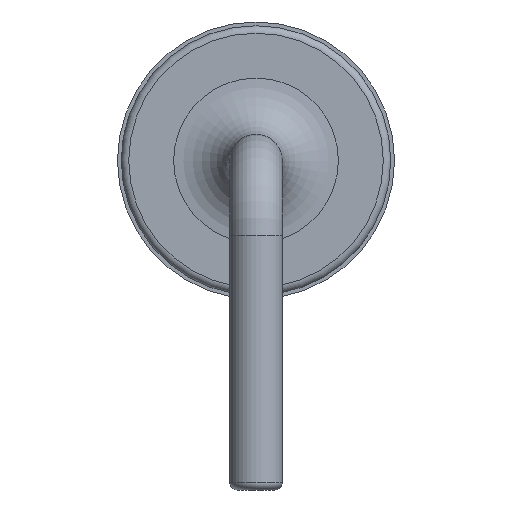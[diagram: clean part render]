
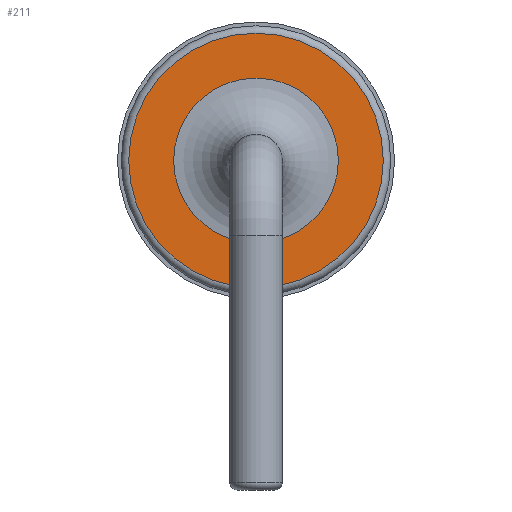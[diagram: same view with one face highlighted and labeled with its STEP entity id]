
A CAD part, left-side view. The second image highlights one B-rep face of the part: STEP entity #211.
In plain terms, the highlighted planar face has unit normal (-1, 0, 0).
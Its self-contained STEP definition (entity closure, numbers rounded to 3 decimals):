
#165 = VERTEX_POINT('',#166);
#166 = CARTESIAN_POINT('',(-4.75,1.7,1.85));
#175 = EDGE_CURVE('',#165,#165,#176,.T.);
#176 = CIRCLE('',#177,1.7);
#177 = AXIS2_PLACEMENT_3D('',#178,#179,#180);
#178 = CARTESIAN_POINT('',(-4.75,0.,1.85));
#179 = DIRECTION('',(-1.,0.,0.));
#180 = DIRECTION('',(0.,1.,0.));
#211 = ADVANCED_FACE('',(#212,#223),#226,.F.);
#212 = FACE_BOUND('',#213,.F.);
#213 = EDGE_LOOP('',(#214));
#214 = ORIENTED_EDGE('',*,*,#215,.F.);
#215 = EDGE_CURVE('',#216,#216,#218,.T.);
#216 = VERTEX_POINT('',#217);
#217 = CARTESIAN_POINT('',(-4.75,0.,2.95));
#218 = CIRCLE('',#219,1.1);
#219 = AXIS2_PLACEMENT_3D('',#220,#221,#222);
#220 = CARTESIAN_POINT('',(-4.75,0.,1.85));
#221 = DIRECTION('',(1.,0.,0.));
#222 = DIRECTION('',(0.,0.,1.));
#223 = FACE_BOUND('',#224,.F.);
#224 = EDGE_LOOP('',(#225));
#225 = ORIENTED_EDGE('',*,*,#175,.F.);
#226 = PLANE('',#227);
#227 = AXIS2_PLACEMENT_3D('',#228,#229,#230);
#228 = CARTESIAN_POINT('',(-4.75,0.,1.85));
#229 = DIRECTION('',(1.,0.,0.));
#230 = DIRECTION('',(0.,0.,1.));
